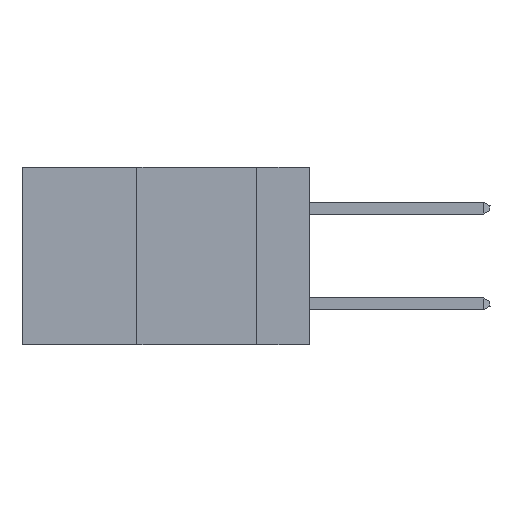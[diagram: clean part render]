
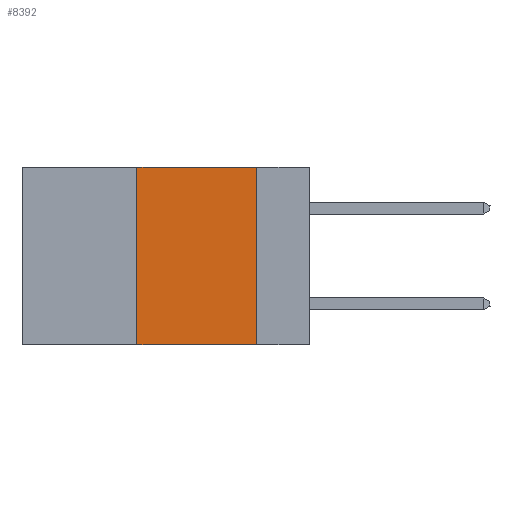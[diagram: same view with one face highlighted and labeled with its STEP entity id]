
A CAD part, left-side view. The second image highlights one B-rep face of the part: STEP entity #8392.
In plain terms, the highlighted planar face has unit normal (-1, 0, 0).
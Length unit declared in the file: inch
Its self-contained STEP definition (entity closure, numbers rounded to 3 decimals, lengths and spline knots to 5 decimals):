
#57 = FACE_OUTER_BOUND ( 'NONE', #8077, .T. ) ;
#583 = VERTEX_POINT ( 'NONE', #4533 ) ;
#830 = VECTOR ( 'NONE', #2442, 39.37008 ) ;
#917 = AXIS2_PLACEMENT_3D ( 'NONE', #9936, #2694, #8425 ) ;
#1069 = VERTEX_POINT ( 'NONE', #2676 ) ;
#1990 = CARTESIAN_POINT ( 'NONE',  ( 0., 0.6, -0.37 ) ) ;
#2052 = DIRECTION ( 'NONE',  ( 0., 0., 1. ) ) ;
#2307 = EDGE_CURVE ( 'NONE', #9912, #583, #7319, .T. ) ;
#2442 = DIRECTION ( 'NONE',  ( 0., -1., 0. ) ) ;
#2445 = LINE ( 'NONE', #4520, #8704 ) ;
#2676 = CARTESIAN_POINT ( 'NONE',  ( 0., 0.11, -0.37 ) ) ;
#2694 = DIRECTION ( 'NONE',  ( 1., 0., 0. ) ) ;
#2877 = LINE ( 'NONE', #6379, #7012 ) ;
#2934 = ORIENTED_EDGE ( 'NONE', *, *, #9255, .T. ) ;
#2939 = DIRECTION ( 'NONE',  ( 0., 0., -1. ) ) ;
#3006 = CARTESIAN_POINT ( 'NONE',  ( 0., 0.36, 0. ) ) ;
#4166 = EDGE_CURVE ( 'NONE', #583, #1069, #2877, .T. ) ;
#4171 = ORIENTED_EDGE ( 'NONE', *, *, #6712, .F. ) ;
#4317 = ORIENTED_EDGE ( 'NONE', *, *, #2307, .F. ) ;
#4520 = CARTESIAN_POINT ( 'NONE',  ( 0., 0.36, 0. ) ) ;
#4533 = CARTESIAN_POINT ( 'NONE',  ( 0., 0.11, 0. ) ) ;
#4664 = CARTESIAN_POINT ( 'NONE',  ( 0., 0.6, 0. ) ) ;
#6379 = CARTESIAN_POINT ( 'NONE',  ( 0., 0.11, 0. ) ) ;
#6622 = ORIENTED_EDGE ( 'NONE', *, *, #4166, .F. ) ;
#6712 = EDGE_CURVE ( 'NONE', #8121, #9912, #2445, .T. ) ;
#7012 = VECTOR ( 'NONE', #2939, 39.37008 ) ;
#7289 = CARTESIAN_POINT ( 'NONE',  ( 0., 0.36, -0.37 ) ) ;
#7319 = LINE ( 'NONE', #4664, #830 ) ;
#7636 = PLANE ( 'NONE',  #917 ) ;
#7734 = DIRECTION ( 'NONE',  ( 0., -1., 0. ) ) ;
#8077 = EDGE_LOOP ( 'NONE', ( #6622, #4317, #4171, #2934 ) ) ;
#8121 = VERTEX_POINT ( 'NONE', #7289 ) ;
#8138 = LINE ( 'NONE', #1990, #8650 ) ;
#8392 = ADVANCED_FACE ( 'NONE', ( #57 ), #7636, .F. ) ;
#8425 = DIRECTION ( 'NONE',  ( 0., 0., -1. ) ) ;
#8650 = VECTOR ( 'NONE', #7734, 39.37008 ) ;
#8704 = VECTOR ( 'NONE', #2052, 39.37008 ) ;
#9255 = EDGE_CURVE ( 'NONE', #8121, #1069, #8138, .T. ) ;
#9912 = VERTEX_POINT ( 'NONE', #3006 ) ;
#9936 = CARTESIAN_POINT ( 'NONE',  ( 0., 0.6, 0. ) ) ;
